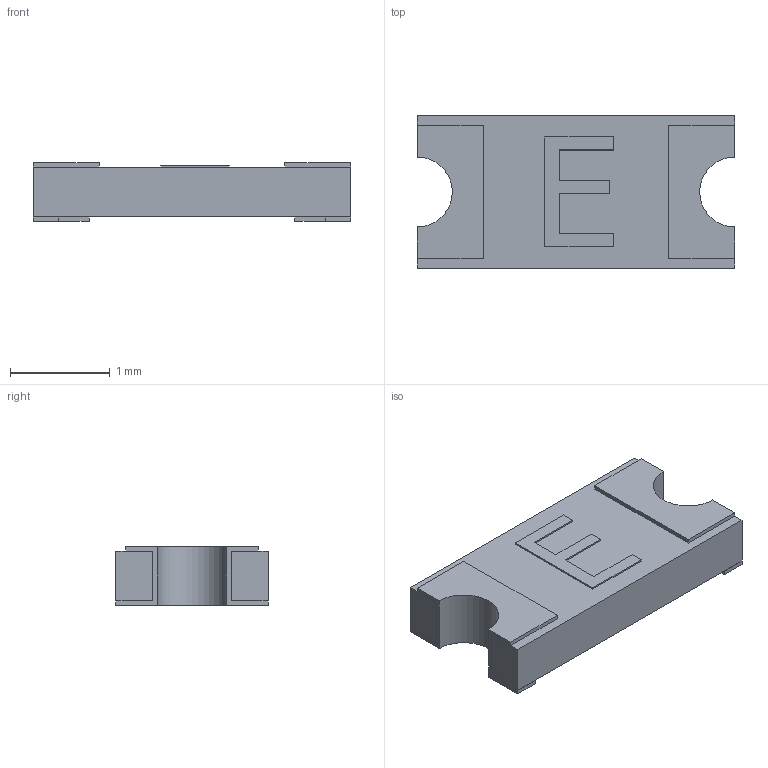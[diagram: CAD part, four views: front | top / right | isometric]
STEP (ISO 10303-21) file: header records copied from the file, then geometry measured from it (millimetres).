
FILE_DESCRIPTION (( 'STEP AP214' ), '1' );
FILE_NAME ('9A489142-7033-496E-B7C4-08057621E7D4.STEP', '2024-06-13T10:17:59', ( '' ), ( '' ), 'SwSTEP 2.0', 'SolidWorks 2022', '' );
FILE_SCHEMA (( 'AUTOMOTIVE_DESIGN' ));
Length unit declared in the file: millimetre
Products named in the file (1): 9A489142-7033-496E-B7C4-08057621E7D4
Bounding box: 3.17 x 1.52 x 0.58 mm (x, y, z)
Volume: 2.3 mm3; surface area: 22 mm2
Topology: 3 solids, 3 shells, 59 faces, 156 edges, 104 vertices
Faces by surface type: plane 53, cylinder 6
Entity records: 1865 total; most frequent: CARTESIAN_POINT 320, ORIENTED_EDGE 312, DIRECTION 288, EDGE_CURVE 156, LINE 144, VECTOR 144, VERTEX_POINT 104, AXIS2_PLACEMENT_3D 72
